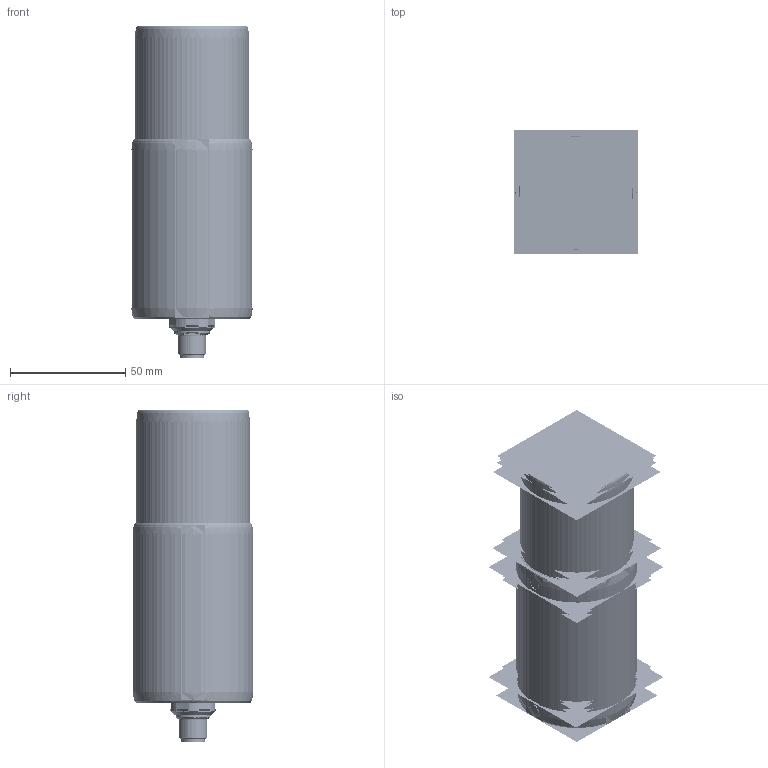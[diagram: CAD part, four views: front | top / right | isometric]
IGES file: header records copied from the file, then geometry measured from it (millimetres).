
Start section:  PTC IGES file: 193987.igs
Global section: file name: 193987.igs; native system: Creo Parametric by Parametric Technology Corporation; preprocessor: 2013230; author: PDMAdmin; organization: Unknown; date: 20160322.142037; units: millimetre
Bounding box: 53.6 x 53.61 x 143.86 mm (x, y, z)
Volume: 92375.7 mm3; surface area: 459265.5 mm2
Topology: 20 solids, 32 shells, 3120 faces, 20080 edges, 28955 vertices
Faces by surface type: revolution 2218, bspline 902
